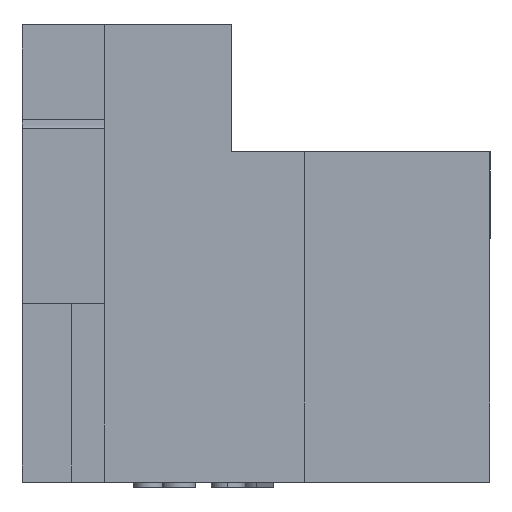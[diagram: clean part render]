
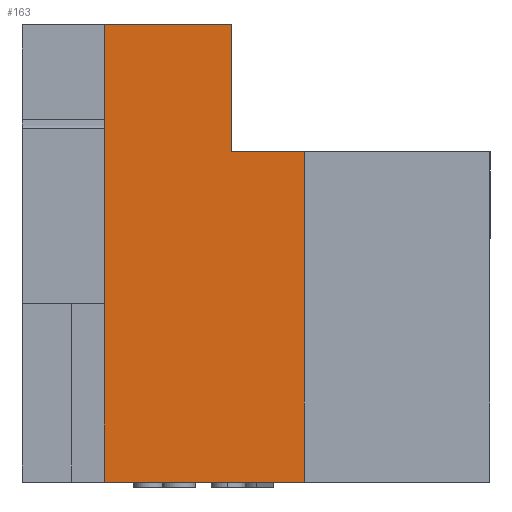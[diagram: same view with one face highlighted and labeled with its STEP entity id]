
A CAD part, left-side view. The second image highlights one B-rep face of the part: STEP entity #163.
In plain terms, the highlighted planar face has unit normal (-1, 0, 0).
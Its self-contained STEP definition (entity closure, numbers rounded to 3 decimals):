
#163=ADVANCED_FACE('',(#313),#237,.T.);
#237=PLANE('',#1738);
#313=FACE_OUTER_BOUND('',#397,.T.);
#397=EDGE_LOOP('',(#708,#709,#710,#711,#712,#713));
#708=ORIENTED_EDGE('',*,*,#1205,.T.);
#709=ORIENTED_EDGE('',*,*,#1209,.T.);
#710=ORIENTED_EDGE('',*,*,#1210,.T.);
#711=ORIENTED_EDGE('',*,*,#1211,.F.);
#712=ORIENTED_EDGE('',*,*,#1212,.T.);
#713=ORIENTED_EDGE('',*,*,#1203,.T.);
#1000=VERTEX_POINT('',#2540);
#1001=VERTEX_POINT('',#2542);
#1002=VERTEX_POINT('',#2546);
#1005=VERTEX_POINT('',#2554);
#1006=VERTEX_POINT('',#2556);
#1007=VERTEX_POINT('',#2558);
#1203=EDGE_CURVE('',#1001,#1000,#1409,.T.);
#1205=EDGE_CURVE('',#1000,#1002,#1411,.T.);
#1209=EDGE_CURVE('',#1002,#1005,#1415,.T.);
#1210=EDGE_CURVE('',#1005,#1006,#1416,.T.);
#1211=EDGE_CURVE('',#1007,#1006,#1417,.T.);
#1212=EDGE_CURVE('',#1007,#1001,#1418,.T.);
#1409=LINE('',#2541,#1607);
#1411=LINE('',#2545,#1609);
#1415=LINE('',#2553,#1613);
#1416=LINE('',#2555,#1614);
#1417=LINE('',#2557,#1615);
#1418=LINE('',#2559,#1616);
#1607=VECTOR('',#2075,1.);
#1609=VECTOR('',#2079,1.);
#1613=VECTOR('',#2085,1.);
#1614=VECTOR('',#2086,1.);
#1615=VECTOR('',#2087,1.);
#1616=VECTOR('',#2088,1.);
#1738=AXIS2_PLACEMENT_3D('',#2560,#2089,#2090);
#2075=DIRECTION('',(0.,0.,1.));
#2079=DIRECTION('',(0.,1.,0.));
#2085=DIRECTION('',(0.,0.,1.));
#2086=DIRECTION('',(0.,1.,0.));
#2087=DIRECTION('',(0.,0.,1.));
#2088=DIRECTION('',(0.,-1.,0.));
#2089=DIRECTION('',(-1.,0.,0.));
#2090=DIRECTION('',(0.,-1.,0.));
#2540=CARTESIAN_POINT('',(-5.2,6.,10.65));
#2541=CARTESIAN_POINT('',(-5.2,6.,0.));
#2542=CARTESIAN_POINT('',(-5.2,6.,0.));
#2545=CARTESIAN_POINT('',(-5.2,6.,10.65));
#2546=CARTESIAN_POINT('',(-5.2,8.35,10.65));
#2553=CARTESIAN_POINT('',(-5.2,8.35,10.65));
#2554=CARTESIAN_POINT('',(-5.2,8.35,14.75));
#2555=CARTESIAN_POINT('',(-5.2,8.35,14.75));
#2556=CARTESIAN_POINT('',(-5.2,12.45,14.75));
#2557=CARTESIAN_POINT('',(-5.2,12.45,0.));
#2558=CARTESIAN_POINT('',(-5.2,12.45,0.));
#2559=CARTESIAN_POINT('',(-5.2,12.45,0.));
#2560=CARTESIAN_POINT('',(-5.2,12.45,0.));
